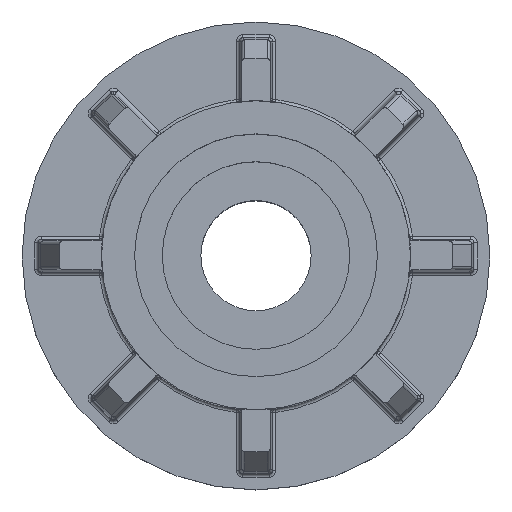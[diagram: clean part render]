
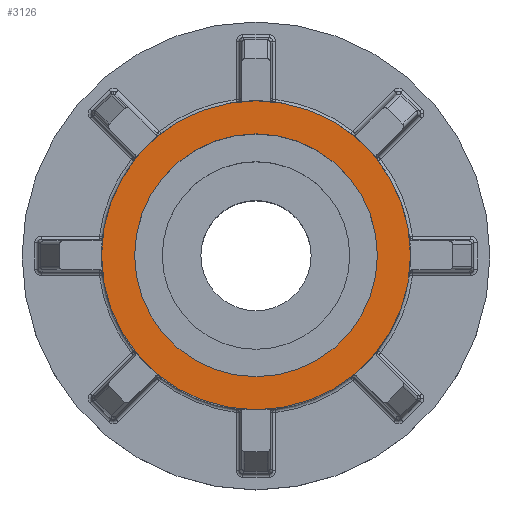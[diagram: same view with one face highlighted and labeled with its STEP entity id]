
A CAD part, top view. The second image highlights one B-rep face of the part: STEP entity #3126.
In plain terms, the highlighted planar face has unit normal (0, 0, 1).
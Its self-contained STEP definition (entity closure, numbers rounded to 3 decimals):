
#348 = DIRECTION ( 'NONE',  ( 1., 0., 0. ) ) ;
#566 = CIRCLE ( 'NONE', #6248, 11. ) ;
#837 = EDGE_CURVE ( 'NONE', #4368, #5011, #566, .T. ) ;
#915 = DIRECTION ( 'NONE',  ( 0., 0., 1. ) ) ;
#959 = CARTESIAN_POINT ( 'NONE',  ( 0., 0., 43. ) ) ;
#984 = CARTESIAN_POINT ( 'NONE',  ( 0., 0., 43. ) ) ;
#1042 = EDGE_CURVE ( 'NONE', #8087, #3886, #6440, .T. ) ;
#1136 = AXIS2_PLACEMENT_3D ( 'NONE', #984, #8111, #6800 ) ;
#1642 = FACE_OUTER_BOUND ( 'NONE', #5110, .T. ) ;
#1735 = DIRECTION ( 'NONE',  ( 1., 0., 0. ) ) ;
#1740 = EDGE_LOOP ( 'NONE', ( #4557, #2424 ) ) ;
#1772 = PLANE ( 'NONE',  #1136 ) ;
#2424 = ORIENTED_EDGE ( 'NONE', *, *, #837, .F. ) ;
#2953 = CIRCLE ( 'NONE', #3996, 14. ) ;
#3126 = ADVANCED_FACE ( 'NONE', ( #7143, #1642 ), #1772, .T. ) ;
#3293 = CARTESIAN_POINT ( 'NONE',  ( 11., 0., 43. ) ) ;
#3414 = CIRCLE ( 'NONE', #6335, 11. ) ;
#3496 = DIRECTION ( 'NONE',  ( 0., 0., 1. ) ) ;
#3886 = VERTEX_POINT ( 'NONE', #8456 ) ;
#3996 = AXIS2_PLACEMENT_3D ( 'NONE', #959, #6090, #1735 ) ;
#4368 = VERTEX_POINT ( 'NONE', #7581 ) ;
#4557 = ORIENTED_EDGE ( 'NONE', *, *, #6982, .F. ) ;
#4815 = DIRECTION ( 'NONE',  ( 0., 0., 1. ) ) ;
#5011 = VERTEX_POINT ( 'NONE', #3293 ) ;
#5110 = EDGE_LOOP ( 'NONE', ( #5835, #8504 ) ) ;
#5305 = CARTESIAN_POINT ( 'NONE',  ( 0., 0., 43. ) ) ;
#5604 = CARTESIAN_POINT ( 'NONE',  ( -14., 0., 43. ) ) ;
#5694 = AXIS2_PLACEMENT_3D ( 'NONE', #5305, #915, #6053 ) ;
#5835 = ORIENTED_EDGE ( 'NONE', *, *, #1042, .T. ) ;
#6053 = DIRECTION ( 'NONE',  ( 1., 0., 0. ) ) ;
#6090 = DIRECTION ( 'NONE',  ( 0., 0., 1. ) ) ;
#6248 = AXIS2_PLACEMENT_3D ( 'NONE', #7743, #3496, #8449 ) ;
#6335 = AXIS2_PLACEMENT_3D ( 'NONE', #9059, #4815, #348 ) ;
#6440 = CIRCLE ( 'NONE', #5694, 14. ) ;
#6800 = DIRECTION ( 'NONE',  ( 1., 0., 0. ) ) ;
#6982 = EDGE_CURVE ( 'NONE', #5011, #4368, #3414, .T. ) ;
#7143 = FACE_BOUND ( 'NONE', #1740, .T. ) ;
#7581 = CARTESIAN_POINT ( 'NONE',  ( -11., 0., 43. ) ) ;
#7743 = CARTESIAN_POINT ( 'NONE',  ( 0., 0., 43. ) ) ;
#8087 = VERTEX_POINT ( 'NONE', #5604 ) ;
#8111 = DIRECTION ( 'NONE',  ( 0., 0., 1. ) ) ;
#8449 = DIRECTION ( 'NONE',  ( 1., 0., 0. ) ) ;
#8456 = CARTESIAN_POINT ( 'NONE',  ( 14., 0., 43. ) ) ;
#8504 = ORIENTED_EDGE ( 'NONE', *, *, #9054, .T. ) ;
#9054 = EDGE_CURVE ( 'NONE', #3886, #8087, #2953, .T. ) ;
#9059 = CARTESIAN_POINT ( 'NONE',  ( 0., 0., 43. ) ) ;
